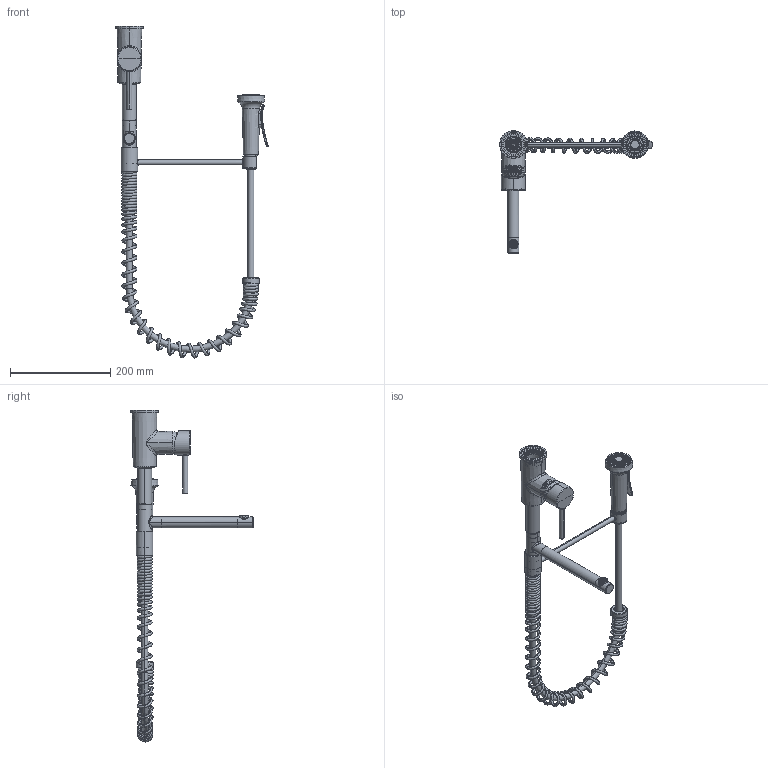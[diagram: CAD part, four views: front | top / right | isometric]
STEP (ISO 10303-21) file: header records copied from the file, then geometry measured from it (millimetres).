
FILE_DESCRIPTION((''),'2;1');
FILE_NAME('00-THGCFLT_ASM_ASM','2021-02-26T',('51336'),(''),'CREO PARAMETRIC BY PTC INC, 2018360','CREO PARAMETRIC BY PTC INC, 2018360','');
FILE_SCHEMA(('CONFIG_CONTROL_DESIGN'));
Products named in the file (52): 00ID_10; 00ID_1_1; 1-1_1_1; 1-2_1_1; 1-3_1_1_1; 1-3_1_2_1; 1-3_1_3_1; 1-3_1_4_1; 1-3_1_5_1; 1-3_1_6_1; 1-3_1_7_1; 1-3_1_8_1; 1-3_1_9_1; 1-3_1_10_1; 1-3_1_11_1; 1-3_1_12_1; 1-3_1_13_1; 1-3_1_14_1; 1-3_1_15_1; 1-3_1_16_1; 1-3_1_17_1; 1-3_1_18_1; 1-3_1_19_1; 1-3_1_20_1; 1-3_1_ASM_1_ASM; 1-4_1_1; 1-5_1_1; 1-6_1_1; 00-CLT_ASM_1_ASM_1_ASM; 00-CLT_ASM_ASM_2_ASM; 1-4_6; 1-3_1_1_2; 1-5_9; 1-23_2; RQQ_1; U0_591X0_508X01_1; 3361-409_1_1_2; R19X2X01_1; 121010281017_1; 3361-305_1 ...
Assembly tree (52 placements, depth 6):
  00-THGCFLT_ASM_ASM
    00-THGCFLT_ASM_8_ASM
      00ID_10
      00-CLT_ASM_ASM_2_ASM
        00-CLT_ASM_1_ASM_1_ASM
          00ID_1_1
          1-1_1_1
          1-2_1_1
          1-3_1_ASM_1_ASM
            1-3_1_1_1
            1-3_1_2_1
            1-3_1_3_1
            1-3_1_4_1
            1-3_1_5_1
            1-3_1_6_1
            1-3_1_7_1
            1-3_1_8_1
            1-3_1_9_1
            1-3_1_10_1
            1-3_1_11_1
            1-3_1_12_1
            1-3_1_13_1
            1-3_1_14_1
            1-3_1_15_1
            1-3_1_16_1
            1-3_1_17_1
            1-3_1_18_1
            1-3_1_19_1
            1-3_1_20_1
          1-4_1_1
          1-5_1_1
          1-6_1_1
      1-4_6
      1-3_1_1_2
      1-5_9
      1-23_2
      RQQ_1
      U0_591X0_508X01_1
      3361-409_1_1_2
      R19X2X01_1
      121010281017_1  x2
      3361-305_1
      R44X2_5X01_1
      U0_591X0_508X02_1
      D15X11X05_1
      3361-408_5
      3361-109_1
      121010221017_1
      999910101928_1
      3369-401_2_2
      3362-108_1
      LB_2
Bounding box: 304.18 x 243.5 x 661.11 mm (x, y, z)
Volume: 353823.5 mm3; surface area: 317388 mm2
Topology: 46 solids, 46 shells, 3486 faces, 10028 edges, 6525 vertices
Faces by surface type: plane 2113, cylinder 623, bspline 434, torus 147, cone 86, sphere 80, extrusion 3
Entity records: 279503 total; most frequent: CARTESIAN_POINT 192655, ORIENTED_EDGE 19890, DIRECTION 14782, EDGE_CURVE 9945, VERTEX_POINT 6513, AXIS2_PLACEMENT_3D 4960, VECTOR 4862, LINE 4859
